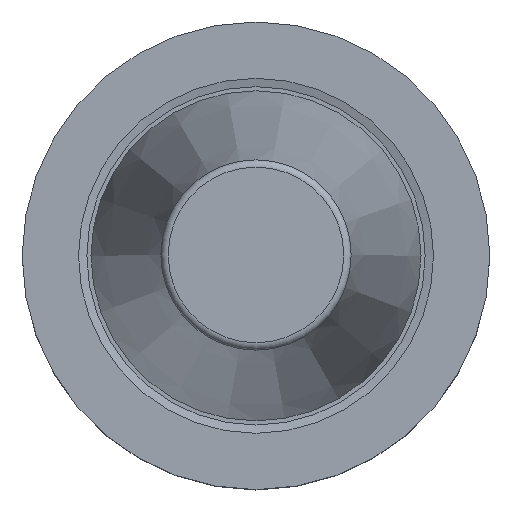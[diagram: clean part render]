
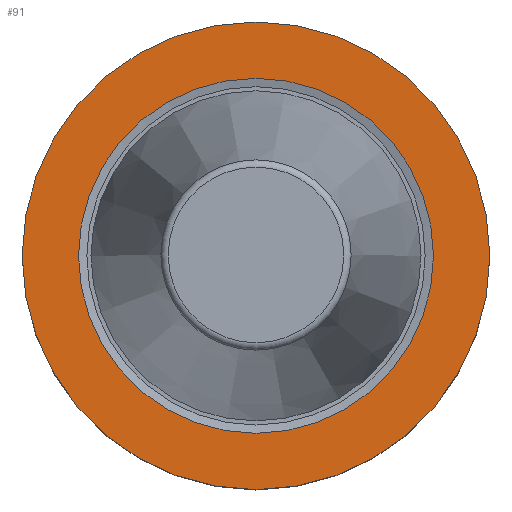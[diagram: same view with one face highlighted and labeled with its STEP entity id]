
A CAD part, top view. The second image highlights one B-rep face of the part: STEP entity #91.
In plain terms, the highlighted planar face has unit normal (0, 0, 1).
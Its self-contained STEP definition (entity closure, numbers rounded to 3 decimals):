
#66=FACE_BOUND('',#129,.T.);
#67=FACE_BOUND('',#130,.T.);
#91=ADVANCED_FACE('',(#66,#67),#103,.F.);
#103=PLANE('',#258);
#129=EDGE_LOOP('',(#165));
#130=EDGE_LOOP('',(#166));
#165=ORIENTED_EDGE('',*,*,#209,.F.);
#166=ORIENTED_EDGE('',*,*,#208,.T.);
#190=VERTEX_POINT('',#380);
#191=VERTEX_POINT('',#383);
#208=EDGE_CURVE('',#190,#190,#226,.T.);
#209=EDGE_CURVE('',#191,#191,#227,.T.);
#226=CIRCLE('',#255,31.489);
#227=CIRCLE('',#257,23.9);
#255=AXIS2_PLACEMENT_3D('',#379,#314,#315);
#257=AXIS2_PLACEMENT_3D('',#382,#318,#319);
#258=AXIS2_PLACEMENT_3D('',#384,#320,#321);
#314=DIRECTION('',(0.0,0.0,1.0));
#315=DIRECTION('',(1.0,0.0,0.0));
#318=DIRECTION('',(0.0,0.0,1.0));
#319=DIRECTION('',(1.0,0.0,0.0));
#320=DIRECTION('',(0.0,0.0,-1.0));
#321=DIRECTION('',(-1.0,0.0,0.0));
#379=CARTESIAN_POINT('',(0.0,0.0,-1.0));
#380=CARTESIAN_POINT('',(31.489,0.0,-1.0));
#382=CARTESIAN_POINT('',(0.0,0.0,-1.0));
#383=CARTESIAN_POINT('',(23.9,0.0,-1.0));
#384=CARTESIAN_POINT('',(20.24,24.122,-1.0));
